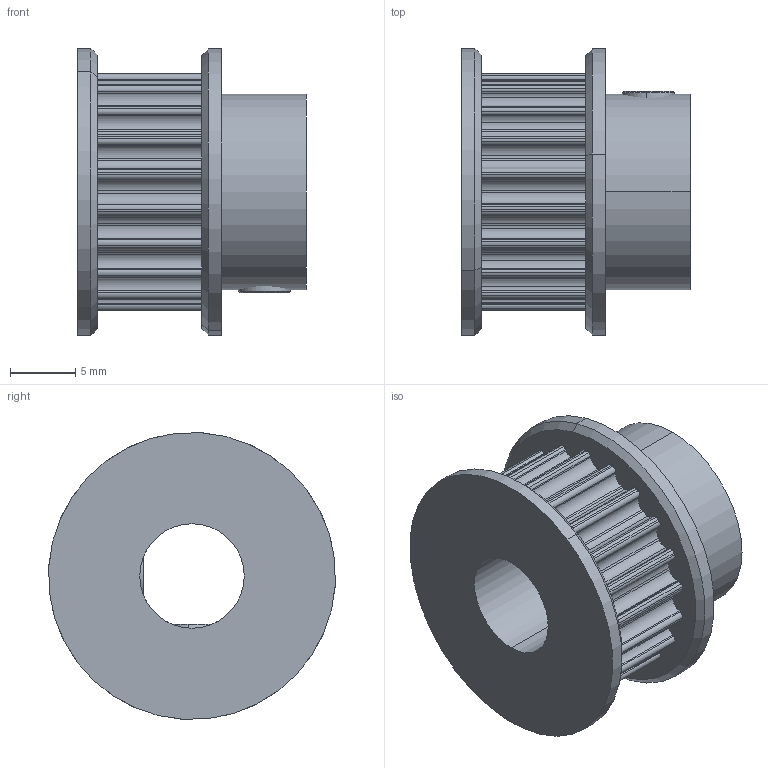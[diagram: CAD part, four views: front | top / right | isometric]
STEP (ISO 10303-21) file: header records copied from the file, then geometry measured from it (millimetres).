
FILE_DESCRIPTION (( 'STEP AP214' ), '1' );
FILE_NAME ('A194 Øêèâ GT3, ïîä âàë 8 ìì.STEP', '2019-10-16T11:31:20', ( 'Windows User' ), ( '' ), 'SwSTEP 2.0', 'SolidWorks 2019', '' );
FILE_SCHEMA (( 'AUTOMOTIVE_DESIGN' ));
Length unit declared in the file: millimetre
Products named in the file (3): S54 妈眚 篑蜞眍忸黜 DIN 916 󊅜_M4(4); A194 Øêèâ GT3, ïîä âàë 8 ìì; A194 Øêèâ GT3, ïîä âàë 8 ìì_00
Assembly tree (3 placements, depth 2):
  A194 Øêèâ GT3, ïîä âàë 8 ìì
    A194 Øêèâ GT3, ïîä âàë 8 ìì_00
    S54 妈眚 篑蜞眍忸黜 DIN 916 󊅜_M4(4)  x2
Bounding box: 17.5 x 21.96 x 21.96 mm (x, y, z)
Volume: 3216.7 mm3; surface area: 2726.3 mm2
Topology: 3 solids, 3 shells, 261 faces, 732 edges, 476 vertices
Faces by surface type: cylinder 152, plane 93, cone 16
Entity records: 8466 total; most frequent: CARTESIAN_POINT 1579, DIRECTION 1462, ORIENTED_EDGE 1364, EDGE_CURVE 682, AXIS2_PLACEMENT_3D 545, VERTEX_POINT 449, LINE 372, VECTOR 372
